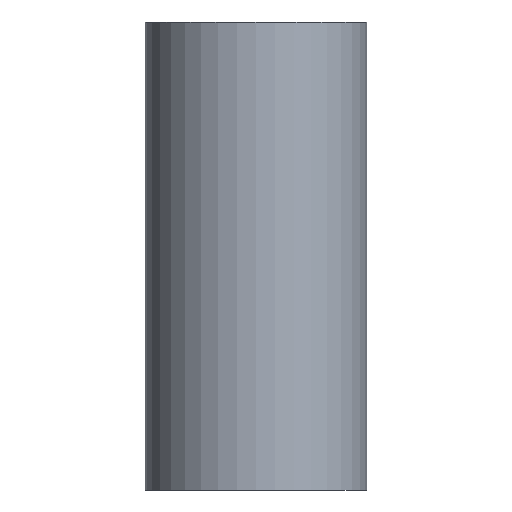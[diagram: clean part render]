
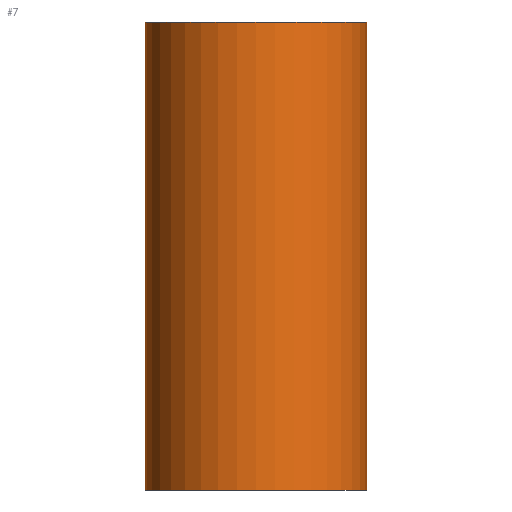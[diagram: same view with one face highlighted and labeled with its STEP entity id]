
A CAD part, front view. The second image highlights one B-rep face of the part: STEP entity #7.
In plain terms, the highlighted cylindrical face has radius 3.01 mm (diameter 6.02 mm), a partial arc.
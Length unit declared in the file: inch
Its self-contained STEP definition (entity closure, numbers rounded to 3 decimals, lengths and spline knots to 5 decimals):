
#7 = ADVANCED_FACE ( 'NONE', ( #120 ), #457, .T. ) ;
#13 = VERTEX_POINT ( 'NONE', #253 ) ;
#16 = EDGE_CURVE ( 'NONE', #417, #182, #345, .T. ) ;
#40 = DIRECTION ( 'NONE',  ( 1., 0., 0. ) ) ;
#72 = DIRECTION ( 'NONE',  ( 0., 0., -1. ) ) ;
#114 = LINE ( 'NONE', #262, #552 ) ;
#120 = FACE_OUTER_BOUND ( 'NONE', #201, .T. ) ;
#165 = CARTESIAN_POINT ( 'NONE',  ( -0.025, -0.718, -0.25 ) ) ;
#182 = VERTEX_POINT ( 'NONE', #165 ) ;
#183 = AXIS2_PLACEMENT_3D ( 'NONE', #303, #384, #297 ) ;
#201 = EDGE_LOOP ( 'NONE', ( #276, #542, #211, #538 ) ) ;
#211 = ORIENTED_EDGE ( 'NONE', *, *, #264, .T. ) ;
#229 = VECTOR ( 'NONE', #332, 39.37008 ) ;
#253 = CARTESIAN_POINT ( 'NONE',  ( 0.0935, -0.5995, -0.25 ) ) ;
#257 = EDGE_CURVE ( 'NONE', #369, #13, #114, .T. ) ;
#262 = CARTESIAN_POINT ( 'NONE',  ( 0.0935, -0.5995, 0.25 ) ) ;
#264 = EDGE_CURVE ( 'NONE', #369, #417, #351, .T. ) ;
#276 = ORIENTED_EDGE ( 'NONE', *, *, #406, .F. ) ;
#287 = CARTESIAN_POINT ( 'NONE',  ( -0.025, -0.718, 0.25 ) ) ;
#297 = DIRECTION ( 'NONE',  ( 1., 0., 0. ) ) ;
#303 = CARTESIAN_POINT ( 'NONE',  ( 0.0935, -0.718, 0.25 ) ) ;
#314 = DIRECTION ( 'NONE',  ( 0., 0., -1. ) ) ;
#332 = DIRECTION ( 'NONE',  ( 0., 0., -1. ) ) ;
#345 = LINE ( 'NONE', #287, #229 ) ;
#351 = CIRCLE ( 'NONE', #183, 0.1185 ) ;
#369 = VERTEX_POINT ( 'NONE', #551 ) ;
#376 = CARTESIAN_POINT ( 'NONE',  ( 0.0935, -0.718, 0.25 ) ) ;
#384 = DIRECTION ( 'NONE',  ( 0., 0., -1. ) ) ;
#406 = EDGE_CURVE ( 'NONE', #13, #182, #409, .T. ) ;
#409 = CIRCLE ( 'NONE', #529, 0.1185 ) ;
#413 = AXIS2_PLACEMENT_3D ( 'NONE', #376, #536, #414 ) ;
#414 = DIRECTION ( 'NONE',  ( -1., 0., 0. ) ) ;
#417 = VERTEX_POINT ( 'NONE', #435 ) ;
#435 = CARTESIAN_POINT ( 'NONE',  ( -0.025, -0.718, 0.25 ) ) ;
#457 = CYLINDRICAL_SURFACE ( 'NONE', #413, 0.1185 ) ;
#529 = AXIS2_PLACEMENT_3D ( 'NONE', #557, #314, #40 ) ;
#536 = DIRECTION ( 'NONE',  ( 0., 0., -1. ) ) ;
#538 = ORIENTED_EDGE ( 'NONE', *, *, #16, .T. ) ;
#542 = ORIENTED_EDGE ( 'NONE', *, *, #257, .F. ) ;
#551 = CARTESIAN_POINT ( 'NONE',  ( 0.0935, -0.5995, 0.25 ) ) ;
#552 = VECTOR ( 'NONE', #72, 39.37008 ) ;
#557 = CARTESIAN_POINT ( 'NONE',  ( 0.0935, -0.718, -0.25 ) ) ;
